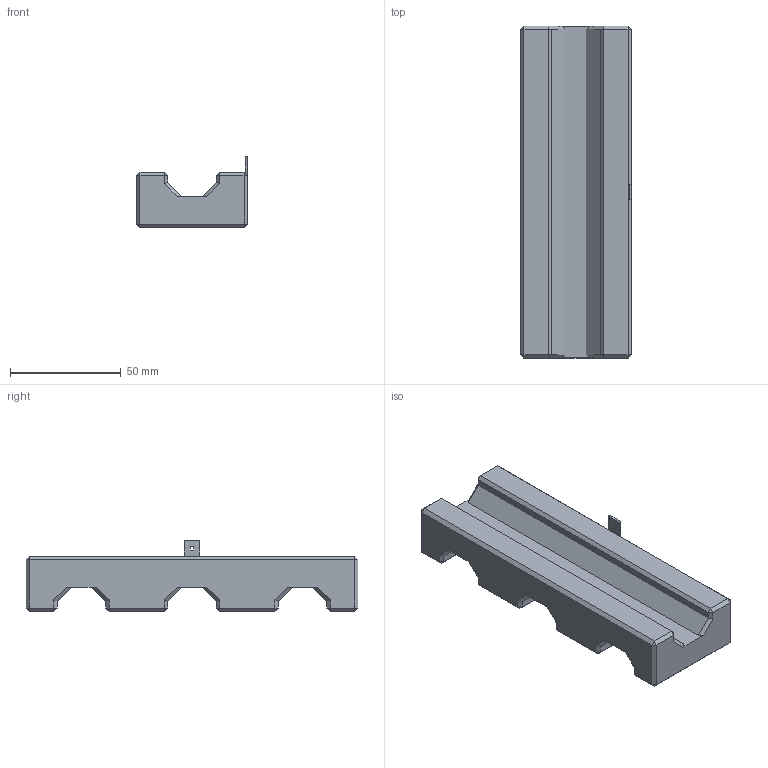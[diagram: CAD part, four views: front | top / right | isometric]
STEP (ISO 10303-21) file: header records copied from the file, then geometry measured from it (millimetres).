
FILE_DESCRIPTION (( 'STEP AP214' ), '1' );
FILE_NAME ('Cuboro_GU.STEP', '2022-02-24T19:29:14', ( '' ), ( '' ), 'SwSTEP 2.0', 'SolidWorks 2019', '' );
FILE_SCHEMA (( 'AUTOMOTIVE_DESIGN' ));
Length unit declared in the file: millimetre
Products named in the file (1): Cuboro_GU
Bounding box: 50 x 150 x 32 mm (x, y, z)
Volume: 125729 mm3; surface area: 26505.5 mm2
Topology: 1 solids, 1 shells, 122 faces, 272 edges, 152 vertices
Faces by surface type: plane 122
Entity records: 3230 total; most frequent: CARTESIAN_POINT 547, ORIENTED_EDGE 544, DIRECTION 518, VECTOR 272, EDGE_CURVE 272, LINE 272, VERTEX_POINT 152, EDGE_LOOP 124
